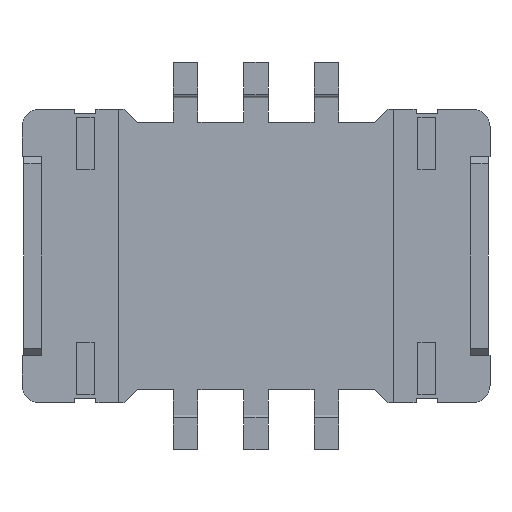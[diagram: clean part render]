
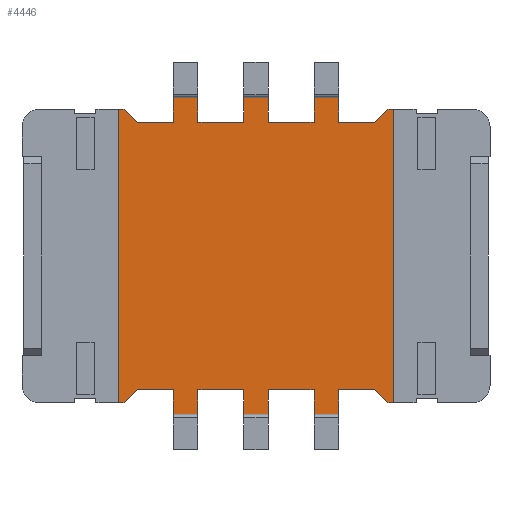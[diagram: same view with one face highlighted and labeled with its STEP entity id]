
A CAD part, front view. The second image highlights one B-rep face of the part: STEP entity #4446.
In plain terms, the highlighted planar face has unit normal (0, -1, 0).
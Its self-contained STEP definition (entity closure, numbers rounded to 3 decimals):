
#779=DIRECTION('',(1.,0.,0.));
#780=VECTOR('',#779,0.03);
#781=CARTESIAN_POINT('',(-0.78,0.,-0.835));
#782=LINE('',#781,#780);
#795=DIRECTION('',(1.,0.,0.));
#796=VECTOR('',#795,0.03);
#797=CARTESIAN_POINT('',(0.75,0.,-0.835));
#798=LINE('',#797,#796);
#1143=DIRECTION('',(0.,0.,-1.));
#1144=VECTOR('',#1143,0.14);
#1145=CARTESIAN_POINT('',(-0.47,0.,-0.76));
#1146=LINE('',#1145,#1144);
#1199=DIRECTION('',(0.,0.,-1.));
#1200=VECTOR('',#1199,0.14);
#1201=CARTESIAN_POINT('',(-0.47,0.,0.9));
#1202=LINE('',#1201,#1200);
#1267=DIRECTION('',(1.,0.,0.));
#1268=VECTOR('',#1267,0.14);
#1269=CARTESIAN_POINT('',(-0.47,0.,-0.9));
#1270=LINE('',#1269,#1268);
#1271=DIRECTION('',(1.,0.,0.));
#1272=VECTOR('',#1271,0.26);
#1273=CARTESIAN_POINT('',(-0.33,0.,-0.76));
#1274=LINE('',#1273,#1272);
#1275=DIRECTION('',(1.,0.,0.));
#1276=VECTOR('',#1275,0.205);
#1277=CARTESIAN_POINT('',(-0.675,0.,-0.76));
#1278=LINE('',#1277,#1276);
#1279=DIRECTION('',(0.707,0.,0.707));
#1280=VECTOR('',#1279,0.106);
#1281=CARTESIAN_POINT('',(-0.75,0.,-0.835));
#1282=LINE('',#1281,#1280);
#1283=DIRECTION('',(0.,0.,1.));
#1284=VECTOR('',#1283,1.67);
#1285=CARTESIAN_POINT('',(-0.78,0.,-0.835));
#1286=LINE('',#1285,#1284);
#1287=DIRECTION('',(1.,0.,0.));
#1288=VECTOR('',#1287,0.03);
#1289=CARTESIAN_POINT('',(-0.78,0.,0.835));
#1290=LINE('',#1289,#1288);
#1291=DIRECTION('',(-0.707,0.,0.707));
#1292=VECTOR('',#1291,0.106);
#1293=CARTESIAN_POINT('',(-0.675,0.,0.76));
#1294=LINE('',#1293,#1292);
#1295=DIRECTION('',(-1.,0.,0.));
#1296=VECTOR('',#1295,0.205);
#1297=CARTESIAN_POINT('',(-0.47,0.,0.76));
#1298=LINE('',#1297,#1296);
#1299=DIRECTION('',(1.,0.,0.));
#1300=VECTOR('',#1299,0.14);
#1301=CARTESIAN_POINT('',(-0.47,0.,0.9));
#1302=LINE('',#1301,#1300);
#1303=DIRECTION('',(-1.,0.,0.));
#1304=VECTOR('',#1303,0.26);
#1305=CARTESIAN_POINT('',(-0.07,0.,0.76));
#1306=LINE('',#1305,#1304);
#1307=DIRECTION('',(1.,0.,0.));
#1308=VECTOR('',#1307,0.14);
#1309=CARTESIAN_POINT('',(-0.07,0.,0.9));
#1310=LINE('',#1309,#1308);
#1311=DIRECTION('',(-1.,0.,0.));
#1312=VECTOR('',#1311,0.26);
#1313=CARTESIAN_POINT('',(0.33,0.,0.76));
#1314=LINE('',#1313,#1312);
#1315=DIRECTION('',(1.,0.,0.));
#1316=VECTOR('',#1315,0.14);
#1317=CARTESIAN_POINT('',(0.33,0.,0.9));
#1318=LINE('',#1317,#1316);
#1319=DIRECTION('',(-1.,0.,0.));
#1320=VECTOR('',#1319,0.205);
#1321=CARTESIAN_POINT('',(0.675,0.,0.76));
#1322=LINE('',#1321,#1320);
#1323=DIRECTION('',(-0.707,0.,-0.707));
#1324=VECTOR('',#1323,0.106);
#1325=CARTESIAN_POINT('',(0.75,0.,0.835));
#1326=LINE('',#1325,#1324);
#1327=DIRECTION('',(1.,0.,0.));
#1328=VECTOR('',#1327,0.03);
#1329=CARTESIAN_POINT('',(0.75,0.,0.835));
#1330=LINE('',#1329,#1328);
#1331=DIRECTION('',(0.,0.,1.));
#1332=VECTOR('',#1331,1.67);
#1333=CARTESIAN_POINT('',(0.78,0.,-0.835));
#1334=LINE('',#1333,#1332);
#1335=DIRECTION('',(0.707,0.,-0.707));
#1336=VECTOR('',#1335,0.106);
#1337=CARTESIAN_POINT('',(0.675,0.,-0.76));
#1338=LINE('',#1337,#1336);
#1339=DIRECTION('',(1.,0.,0.));
#1340=VECTOR('',#1339,0.205);
#1341=CARTESIAN_POINT('',(0.47,0.,-0.76));
#1342=LINE('',#1341,#1340);
#1343=DIRECTION('',(1.,0.,0.));
#1344=VECTOR('',#1343,0.26);
#1345=CARTESIAN_POINT('',(0.07,0.,-0.76));
#1346=LINE('',#1345,#1344);
#1373=DIRECTION('',(0.,0.,-1.));
#1374=VECTOR('',#1373,0.14);
#1375=CARTESIAN_POINT('',(-0.33,0.,-0.76));
#1376=LINE('',#1375,#1374);
#1377=DIRECTION('',(0.,0.,-1.));
#1378=VECTOR('',#1377,0.14);
#1379=CARTESIAN_POINT('',(-0.33,0.,0.9));
#1380=LINE('',#1379,#1378);
#1459=DIRECTION('',(0.,0.,-1.));
#1460=VECTOR('',#1459,0.14);
#1461=CARTESIAN_POINT('',(-0.07,0.,-0.76));
#1462=LINE('',#1461,#1460);
#1515=DIRECTION('',(0.,0.,-1.));
#1516=VECTOR('',#1515,0.14);
#1517=CARTESIAN_POINT('',(-0.07,0.,0.9));
#1518=LINE('',#1517,#1516);
#1519=DIRECTION('',(1.,0.,0.));
#1520=VECTOR('',#1519,0.14);
#1521=CARTESIAN_POINT('',(-0.07,0.,-0.9));
#1522=LINE('',#1521,#1520);
#1549=DIRECTION('',(0.,0.,-1.));
#1550=VECTOR('',#1549,0.14);
#1551=CARTESIAN_POINT('',(0.07,0.,-0.76));
#1552=LINE('',#1551,#1550);
#1553=DIRECTION('',(0.,0.,-1.));
#1554=VECTOR('',#1553,0.14);
#1555=CARTESIAN_POINT('',(0.07,0.,0.9));
#1556=LINE('',#1555,#1554);
#1623=DIRECTION('',(0.,0.,-1.));
#1624=VECTOR('',#1623,0.14);
#1625=CARTESIAN_POINT('',(0.33,0.,-0.76));
#1626=LINE('',#1625,#1624);
#1679=DIRECTION('',(0.,0.,-1.));
#1680=VECTOR('',#1679,0.14);
#1681=CARTESIAN_POINT('',(0.33,0.,0.9));
#1682=LINE('',#1681,#1680);
#1683=DIRECTION('',(1.,0.,0.));
#1684=VECTOR('',#1683,0.14);
#1685=CARTESIAN_POINT('',(0.33,0.,-0.9));
#1686=LINE('',#1685,#1684);
#1713=DIRECTION('',(0.,0.,-1.));
#1714=VECTOR('',#1713,0.14);
#1715=CARTESIAN_POINT('',(0.47,0.,-0.76));
#1716=LINE('',#1715,#1714);
#1717=DIRECTION('',(0.,0.,-1.));
#1718=VECTOR('',#1717,0.14);
#1719=CARTESIAN_POINT('',(0.47,0.,0.9));
#1720=LINE('',#1719,#1718);
#2081=CARTESIAN_POINT('',(-0.75,0.,-0.835));
#2082=CARTESIAN_POINT('',(-0.675,0.,-0.76));
#2083=VERTEX_POINT('',#2081);
#2084=VERTEX_POINT('',#2082);
#2085=CARTESIAN_POINT('',(0.675,0.,-0.76));
#2086=CARTESIAN_POINT('',(0.75,0.,-0.835));
#2087=VERTEX_POINT('',#2085);
#2088=VERTEX_POINT('',#2086);
#2089=CARTESIAN_POINT('',(0.75,0.,0.835));
#2090=CARTESIAN_POINT('',(0.675,0.,0.76));
#2091=VERTEX_POINT('',#2089);
#2092=VERTEX_POINT('',#2090);
#2093=CARTESIAN_POINT('',(-0.675,0.,0.76));
#2094=CARTESIAN_POINT('',(-0.75,0.,0.835));
#2095=VERTEX_POINT('',#2093);
#2096=VERTEX_POINT('',#2094);
#2137=CARTESIAN_POINT('',(0.33,0.,-0.76));
#2139=VERTEX_POINT('',#2137);
#2141=CARTESIAN_POINT('',(0.47,0.,-0.76));
#2143=VERTEX_POINT('',#2141);
#2145=CARTESIAN_POINT('',(0.33,0.,0.76));
#2147=VERTEX_POINT('',#2145);
#2149=CARTESIAN_POINT('',(0.47,0.,0.76));
#2151=VERTEX_POINT('',#2149);
#2155=CARTESIAN_POINT('',(0.33,0.,0.9));
#2156=VERTEX_POINT('',#2155);
#2159=CARTESIAN_POINT('',(0.47,0.,0.9));
#2160=VERTEX_POINT('',#2159);
#2229=CARTESIAN_POINT('',(-0.78,0.,-0.835));
#2230=CARTESIAN_POINT('',(-0.78,0.,0.835));
#2231=VERTEX_POINT('',#2229);
#2232=VERTEX_POINT('',#2230);
#2233=CARTESIAN_POINT('',(0.78,0.,-0.835));
#2234=CARTESIAN_POINT('',(0.78,0.,0.835));
#2235=VERTEX_POINT('',#2233);
#2236=VERTEX_POINT('',#2234);
#2361=CARTESIAN_POINT('',(-0.07,0.,-0.76));
#2363=VERTEX_POINT('',#2361);
#2365=CARTESIAN_POINT('',(0.07,0.,-0.76));
#2367=VERTEX_POINT('',#2365);
#2369=CARTESIAN_POINT('',(-0.07,0.,0.76));
#2371=VERTEX_POINT('',#2369);
#2373=CARTESIAN_POINT('',(0.07,0.,0.76));
#2375=VERTEX_POINT('',#2373);
#2379=CARTESIAN_POINT('',(-0.07,0.,0.9));
#2380=VERTEX_POINT('',#2379);
#2383=CARTESIAN_POINT('',(0.07,0.,0.9));
#2384=VERTEX_POINT('',#2383);
#2401=CARTESIAN_POINT('',(-0.47,0.,-0.76));
#2403=VERTEX_POINT('',#2401);
#2405=CARTESIAN_POINT('',(-0.33,0.,-0.76));
#2407=VERTEX_POINT('',#2405);
#2409=CARTESIAN_POINT('',(-0.47,0.,0.76));
#2411=VERTEX_POINT('',#2409);
#2413=CARTESIAN_POINT('',(-0.33,0.,0.76));
#2415=VERTEX_POINT('',#2413);
#2419=CARTESIAN_POINT('',(-0.47,0.,0.9));
#2420=VERTEX_POINT('',#2419);
#2423=CARTESIAN_POINT('',(-0.33,0.,0.9));
#2424=VERTEX_POINT('',#2423);
#2665=CARTESIAN_POINT('',(0.33,0.,-0.9));
#2667=VERTEX_POINT('',#2665);
#2677=CARTESIAN_POINT('',(0.47,0.,-0.9));
#2679=VERTEX_POINT('',#2677);
#2689=CARTESIAN_POINT('',(-0.07,0.,-0.9));
#2691=VERTEX_POINT('',#2689);
#2701=CARTESIAN_POINT('',(0.07,0.,-0.9));
#2703=VERTEX_POINT('',#2701);
#2713=CARTESIAN_POINT('',(-0.47,0.,-0.9));
#2715=VERTEX_POINT('',#2713);
#2725=CARTESIAN_POINT('',(-0.33,0.,-0.9));
#2727=VERTEX_POINT('',#2725);
#4383=CARTESIAN_POINT('',(-1.33,0.,0.835));
#4384=DIRECTION('',(0.,-1.,0.));
#4385=DIRECTION('',(0.,0.,-1.));
#4386=AXIS2_PLACEMENT_3D('',#4383,#4384,#4385);
#4387=PLANE('',#4386);
#4388=ORIENTED_EDGE('',*,*,#4270,.F.);
#4390=ORIENTED_EDGE('',*,*,#4389,.T.);
#4391=ORIENTED_EDGE('',*,*,#4375,.F.);
#4392=ORIENTED_EDGE('',*,*,#4220,.F.);
#4393=ORIENTED_EDGE('',*,*,#4294,.F.);
#4395=ORIENTED_EDGE('',*,*,#4394,.F.);
#4396=ORIENTED_EDGE('',*,*,#3744,.F.);
#4398=ORIENTED_EDGE('',*,*,#4397,.T.);
#4399=ORIENTED_EDGE('',*,*,#4091,.T.);
#4400=ORIENTED_EDGE('',*,*,#4155,.F.);
#4401=ORIENTED_EDGE('',*,*,#4182,.F.);
#4402=ORIENTED_EDGE('',*,*,#4255,.F.);
#4404=ORIENTED_EDGE('',*,*,#4403,.T.);
#4406=ORIENTED_EDGE('',*,*,#4405,.T.);
#4407=ORIENTED_EDGE('',*,*,#4204,.F.);
#4409=ORIENTED_EDGE('',*,*,#4408,.F.);
#4411=ORIENTED_EDGE('',*,*,#4410,.T.);
#4413=ORIENTED_EDGE('',*,*,#4412,.T.);
#4414=ORIENTED_EDGE('',*,*,#4196,.F.);
#4416=ORIENTED_EDGE('',*,*,#4415,.F.);
#4418=ORIENTED_EDGE('',*,*,#4417,.T.);
#4420=ORIENTED_EDGE('',*,*,#4419,.T.);
#4421=ORIENTED_EDGE('',*,*,#4188,.F.);
#4423=ORIENTED_EDGE('',*,*,#4422,.F.);
#4424=ORIENTED_EDGE('',*,*,#4111,.T.);
#4426=ORIENTED_EDGE('',*,*,#4425,.F.);
#4427=ORIENTED_EDGE('',*,*,#3761,.F.);
#4429=ORIENTED_EDGE('',*,*,#4428,.F.);
#4430=ORIENTED_EDGE('',*,*,#4286,.F.);
#4432=ORIENTED_EDGE('',*,*,#4431,.T.);
#4434=ORIENTED_EDGE('',*,*,#4433,.F.);
#4436=ORIENTED_EDGE('',*,*,#4435,.F.);
#4437=ORIENTED_EDGE('',*,*,#4278,.F.);
#4439=ORIENTED_EDGE('',*,*,#4438,.T.);
#4441=ORIENTED_EDGE('',*,*,#4440,.F.);
#4443=ORIENTED_EDGE('',*,*,#4442,.F.);
#4444=EDGE_LOOP('',(#4388,#4390,#4391,#4392,#4393,#4395,#4396,#4398,#4399,#4400,
#4401,#4402,#4404,#4406,#4407,#4409,#4411,#4413,#4414,#4416,#4418,#4420,#4421,
#4423,#4424,#4426,#4427,#4429,#4430,#4432,#4434,#4436,#4437,#4439,#4441,#4443));
#4445=FACE_OUTER_BOUND('',#4444,.F.);
#4446=ADVANCED_FACE('',(#4445),#4387,.T.);
#3744=EDGE_CURVE('',#2231,#2083,#782,.T.);
#3761=EDGE_CURVE('',#2088,#2235,#798,.T.);
#4091=EDGE_CURVE('',#2232,#2096,#1290,.T.);
#4111=EDGE_CURVE('',#2091,#2236,#1330,.T.);
#4155=EDGE_CURVE('',#2095,#2096,#1294,.T.);
#4182=EDGE_CURVE('',#2411,#2095,#1298,.T.);
#4188=EDGE_CURVE('',#2092,#2151,#1322,.T.);
#4196=EDGE_CURVE('',#2147,#2375,#1314,.T.);
#4204=EDGE_CURVE('',#2371,#2415,#1306,.T.);
#4220=EDGE_CURVE('',#2403,#2715,#1146,.T.);
#4255=EDGE_CURVE('',#2420,#2411,#1202,.T.);
#4270=EDGE_CURVE('',#2407,#2363,#1274,.T.);
#4278=EDGE_CURVE('',#2367,#2139,#1346,.T.);
#4286=EDGE_CURVE('',#2143,#2087,#1342,.T.);
#4294=EDGE_CURVE('',#2084,#2403,#1278,.T.);
#4375=EDGE_CURVE('',#2715,#2727,#1270,.T.);
#4389=EDGE_CURVE('',#2407,#2727,#1376,.T.);
#4394=EDGE_CURVE('',#2083,#2084,#1282,.T.);
#4397=EDGE_CURVE('',#2231,#2232,#1286,.T.);
#4403=EDGE_CURVE('',#2420,#2424,#1302,.T.);
#4405=EDGE_CURVE('',#2424,#2415,#1380,.T.);
#4408=EDGE_CURVE('',#2380,#2371,#1518,.T.);
#4410=EDGE_CURVE('',#2380,#2384,#1310,.T.);
#4412=EDGE_CURVE('',#2384,#2375,#1556,.T.);
#4415=EDGE_CURVE('',#2156,#2147,#1682,.T.);
#4417=EDGE_CURVE('',#2156,#2160,#1318,.T.);
#4419=EDGE_CURVE('',#2160,#2151,#1720,.T.);
#4422=EDGE_CURVE('',#2091,#2092,#1326,.T.);
#4425=EDGE_CURVE('',#2235,#2236,#1334,.T.);
#4428=EDGE_CURVE('',#2087,#2088,#1338,.T.);
#4431=EDGE_CURVE('',#2143,#2679,#1716,.T.);
#4433=EDGE_CURVE('',#2667,#2679,#1686,.T.);
#4435=EDGE_CURVE('',#2139,#2667,#1626,.T.);
#4438=EDGE_CURVE('',#2367,#2703,#1552,.T.);
#4440=EDGE_CURVE('',#2691,#2703,#1522,.T.);
#4442=EDGE_CURVE('',#2363,#2691,#1462,.T.);
